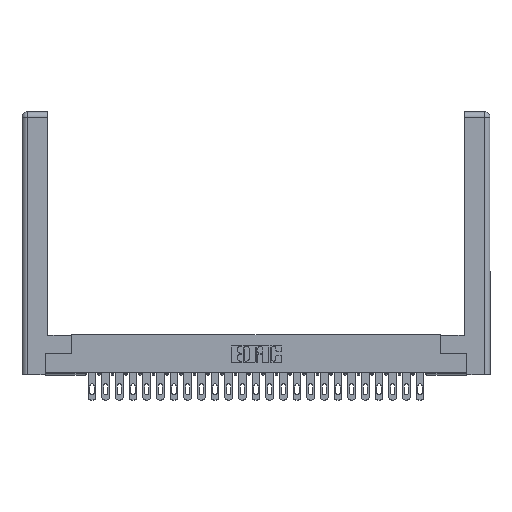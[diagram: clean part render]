
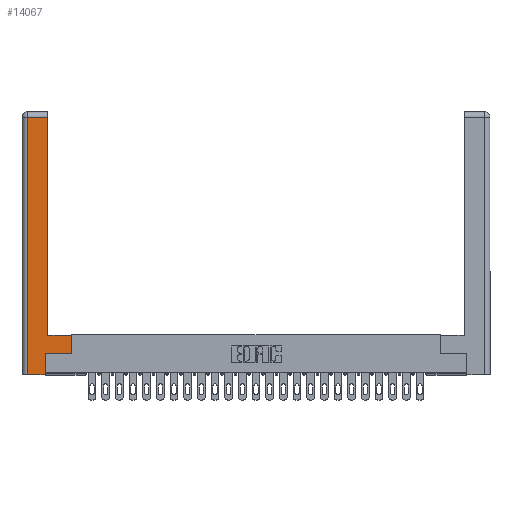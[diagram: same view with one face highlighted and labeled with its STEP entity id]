
A CAD part, top view. The second image highlights one B-rep face of the part: STEP entity #14067.
In plain terms, the highlighted planar face has unit normal (0, 0, 1).
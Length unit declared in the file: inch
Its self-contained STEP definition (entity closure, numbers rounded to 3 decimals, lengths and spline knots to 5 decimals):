
#1176 = VECTOR ( 'NONE', #18105, 39.37008 ) ;
#1353 = VECTOR ( 'NONE', #22648, 39.37008 ) ;
#1357 = ORIENTED_EDGE ( 'NONE', *, *, #11453, .T. ) ;
#1472 = LINE ( 'NONE', #22028, #12522 ) ;
#1552 = VERTEX_POINT ( 'NONE', #8685 ) ;
#2126 = PLANE ( 'NONE',  #12664 ) ;
#2547 = DIRECTION ( 'NONE',  ( 1., 0., 0. ) ) ;
#2841 = CARTESIAN_POINT ( 'NONE',  ( 0.565, 0.45, 0. ) ) ;
#4211 = ORIENTED_EDGE ( 'NONE', *, *, #14695, .T. ) ;
#4216 = LINE ( 'NONE', #12204, #9417 ) ;
#5184 = CARTESIAN_POINT ( 'NONE',  ( 0.565, 0.245, 0. ) ) ;
#5329 = VECTOR ( 'NONE', #19578, 39.37008 ) ;
#5400 = ORIENTED_EDGE ( 'NONE', *, *, #24796, .T. ) ;
#5885 = EDGE_CURVE ( 'NONE', #23658, #14345, #1472, .T. ) ;
#6047 = CARTESIAN_POINT ( 'NONE',  ( 0.295, 2.94, 0. ) ) ;
#6412 = EDGE_CURVE ( 'NONE', #1552, #23658, #21885, .T. ) ;
#6778 = LINE ( 'NONE', #14570, #7494 ) ;
#7324 = LINE ( 'NONE', #16151, #1353 ) ;
#7494 = VECTOR ( 'NONE', #10233, 39.37008 ) ;
#7578 = ORIENTED_EDGE ( 'NONE', *, *, #15134, .T. ) ;
#8053 = VERTEX_POINT ( 'NONE', #27356 ) ;
#8685 = CARTESIAN_POINT ( 'NONE',  ( 0.295, 0.45, 0. ) ) ;
#8840 = DIRECTION ( 'NONE',  ( -1., 0., 0. ) ) ;
#8850 = LINE ( 'NONE', #16325, #13923 ) ;
#9417 = VECTOR ( 'NONE', #14367, 39.37008 ) ;
#10233 = DIRECTION ( 'NONE',  ( 0., -1., 0. ) ) ;
#10733 = CARTESIAN_POINT ( 'NONE',  ( 0.0615, 2.94, 0. ) ) ;
#10743 = VECTOR ( 'NONE', #2547, 39.37008 ) ;
#10804 = FACE_OUTER_BOUND ( 'NONE', #18371, .T. ) ;
#11453 = EDGE_CURVE ( 'NONE', #14345, #14375, #6778, .T. ) ;
#12204 = CARTESIAN_POINT ( 'NONE',  ( 0.295, 0.45, 0. ) ) ;
#12253 = LINE ( 'NONE', #2841, #1176 ) ;
#12522 = VECTOR ( 'NONE', #13593, 39.37008 ) ;
#12571 = VERTEX_POINT ( 'NONE', #27252 ) ;
#12664 = AXIS2_PLACEMENT_3D ( 'NONE', #26050, #21714, #8840 ) ;
#13177 = CARTESIAN_POINT ( 'NONE',  ( 0.295, 3., 0. ) ) ;
#13290 = ORIENTED_EDGE ( 'NONE', *, *, #5885, .T. ) ;
#13499 = CARTESIAN_POINT ( 'NONE',  ( 0.265, 0., 0. ) ) ;
#13593 = DIRECTION ( 'NONE',  ( -1., 0., 0. ) ) ;
#13923 = VECTOR ( 'NONE', #14236, 39.37008 ) ;
#14067 = ADVANCED_FACE ( 'NONE', ( #10804 ), #2126, .F. ) ;
#14236 = DIRECTION ( 'NONE',  ( 1., 0., 0. ) ) ;
#14345 = VERTEX_POINT ( 'NONE', #10733 ) ;
#14367 = DIRECTION ( 'NONE',  ( -1., 0., 0. ) ) ;
#14375 = VERTEX_POINT ( 'NONE', #15127 ) ;
#14410 = ORIENTED_EDGE ( 'NONE', *, *, #6412, .T. ) ;
#14570 = CARTESIAN_POINT ( 'NONE',  ( 0.0615, 0., 0. ) ) ;
#14695 = EDGE_CURVE ( 'NONE', #12571, #23909, #7324, .T. ) ;
#14836 = ORIENTED_EDGE ( 'NONE', *, *, #21798, .T. ) ;
#15127 = CARTESIAN_POINT ( 'NONE',  ( 0.0615, 0., 0. ) ) ;
#15134 = EDGE_CURVE ( 'NONE', #14375, #12571, #16445, .T. ) ;
#16151 = CARTESIAN_POINT ( 'NONE',  ( 0.265, 0.245, 0. ) ) ;
#16325 = CARTESIAN_POINT ( 'NONE',  ( 0.565, 0.245, 0. ) ) ;
#16445 = LINE ( 'NONE', #13499, #10743 ) ;
#18105 = DIRECTION ( 'NONE',  ( 0., 1., 0. ) ) ;
#18371 = EDGE_LOOP ( 'NONE', ( #14410, #13290, #1357, #7578, #4211, #19905, #14836, #5400 ) ) ;
#19578 = DIRECTION ( 'NONE',  ( 0., 1., 0. ) ) ;
#19905 = ORIENTED_EDGE ( 'NONE', *, *, #21935, .T. ) ;
#21714 = DIRECTION ( 'NONE',  ( 0., 0., -1. ) ) ;
#21798 = EDGE_CURVE ( 'NONE', #23994, #8053, #12253, .T. ) ;
#21885 = LINE ( 'NONE', #13177, #5329 ) ;
#21935 = EDGE_CURVE ( 'NONE', #23909, #23994, #8850, .T. ) ;
#22028 = CARTESIAN_POINT ( 'NONE',  ( 0.0615, 2.94, 0. ) ) ;
#22648 = DIRECTION ( 'NONE',  ( 0., 1., 0. ) ) ;
#23658 = VERTEX_POINT ( 'NONE', #6047 ) ;
#23909 = VERTEX_POINT ( 'NONE', #26601 ) ;
#23994 = VERTEX_POINT ( 'NONE', #5184 ) ;
#24796 = EDGE_CURVE ( 'NONE', #8053, #1552, #4216, .T. ) ;
#26050 = CARTESIAN_POINT ( 'NONE',  ( 0., 0., 0. ) ) ;
#26601 = CARTESIAN_POINT ( 'NONE',  ( 0.265, 0.245, 0. ) ) ;
#27252 = CARTESIAN_POINT ( 'NONE',  ( 0.265, 0., 0. ) ) ;
#27356 = CARTESIAN_POINT ( 'NONE',  ( 0.565, 0.45, 0. ) ) ;
